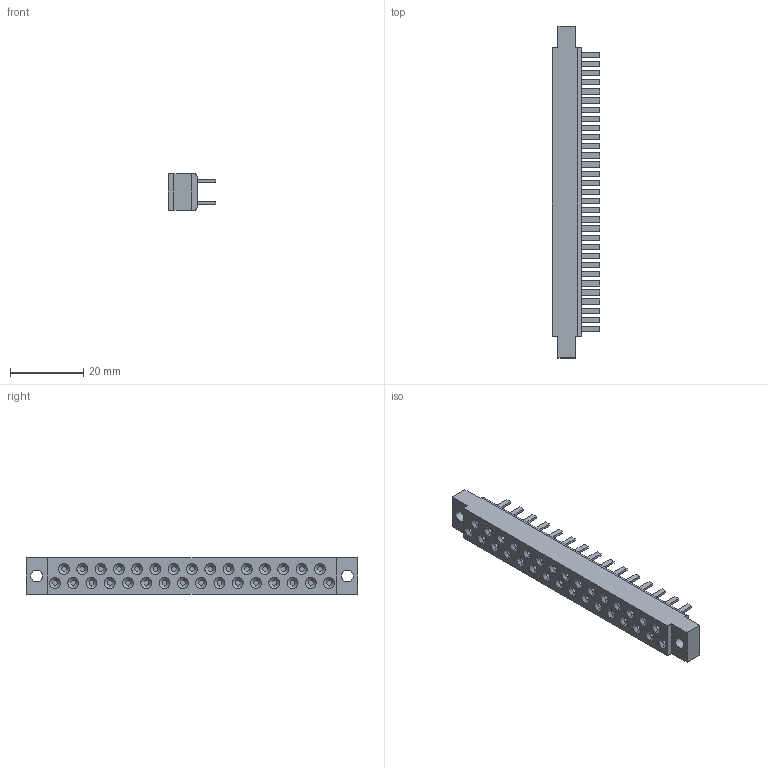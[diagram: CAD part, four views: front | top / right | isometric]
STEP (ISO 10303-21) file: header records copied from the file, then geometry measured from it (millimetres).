
FILE_DESCRIPTION((''),'2;1');
FILE_NAME('ASSMANN_A-31-S2-SILVER_a.stp','2013-05-07T13:46:18',(''),(''),'Mechanical Desktop 2011','Mechanical Desktop 2011',', , ');
FILE_SCHEMA(('AUTOMOTIVE_DESIGN { 1 2 10303 214 1 1 1 1 }'));
Length unit declared in the file: millimetre
Products named in the file (1): Product
Bounding box: 13 x 90.8 x 10 mm (x, y, z)
Volume: 6557.7 mm3; surface area: 4895.6 mm2
Topology: 32 solids, 32 shells, 361 faces, 736 edges, 470 vertices
Faces by surface type: plane 231, cylinder 68, cone 62
Entity records: 9401 total; most frequent: DIRECTION 1658, CARTESIAN_POINT 1568, ORIENTED_EDGE 1472, EDGE_CURVE 736, AXIS2_PLACEMENT_3D 560, VECTOR 538, LINE 538, VERTEX_POINT 470
